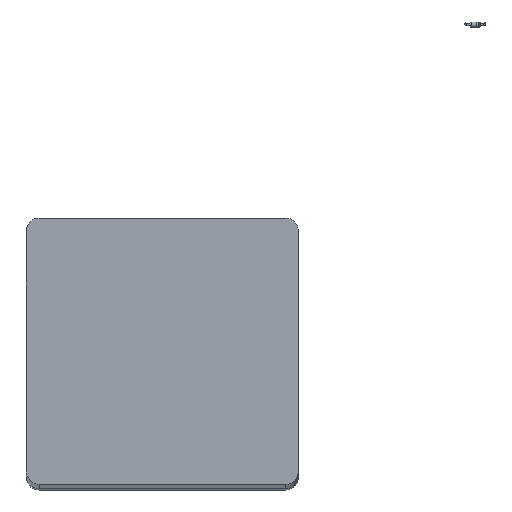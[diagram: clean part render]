
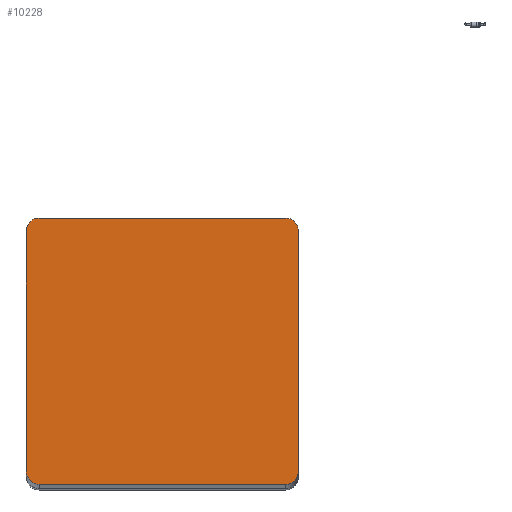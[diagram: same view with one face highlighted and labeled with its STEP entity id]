
A CAD part, top view. The second image highlights one B-rep face of the part: STEP entity #10228.
In plain terms, the highlighted planar face has unit normal (0, 0, 1).
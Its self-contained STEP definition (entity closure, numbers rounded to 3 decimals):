
#470=ELLIPSE('',#11015,5.038,5.);
#471=ELLIPSE('',#11022,5.038,5.);
#472=ELLIPSE('',#11025,5.038,5.);
#473=ELLIPSE('',#11026,5.038,5.);
#1358=FACE_OUTER_BOUND('',#2077,.T.);
#2077=EDGE_LOOP('',(#7537,#7538,#7539,#7540,#7541,#7542,#7543,#7544));
#2671=LINE('',#14404,#3567);
#2685=LINE('',#14441,#3581);
#2687=LINE('',#14447,#3583);
#2688=LINE('',#14449,#3584);
#3567=VECTOR('',#12201,10.);
#3581=VECTOR('',#12229,10.);
#3583=VECTOR('',#12235,10.);
#3584=VECTOR('',#12238,10.);
#4557=VERTEX_POINT('',#14394);
#4558=VERTEX_POINT('',#14396);
#4560=VERTEX_POINT('',#14402);
#4574=VERTEX_POINT('',#14434);
#4575=VERTEX_POINT('',#14436);
#4576=VERTEX_POINT('',#14440);
#4577=VERTEX_POINT('',#14444);
#4578=VERTEX_POINT('',#14446);
#5673=EDGE_CURVE('',#4557,#4558,#470,.T.);
#5677=EDGE_CURVE('',#4557,#4560,#2671,.T.);
#5693=EDGE_CURVE('',#4574,#4575,#471,.T.);
#5695=EDGE_CURVE('',#4576,#4575,#2685,.T.);
#5697=EDGE_CURVE('',#4577,#4560,#472,.T.);
#5698=EDGE_CURVE('',#4577,#4578,#2687,.T.);
#5699=EDGE_CURVE('',#4576,#4578,#473,.T.);
#5700=EDGE_CURVE('',#4558,#4574,#2688,.T.);
#7537=ORIENTED_EDGE('',*,*,#5673,.F.);
#7538=ORIENTED_EDGE('',*,*,#5677,.T.);
#7539=ORIENTED_EDGE('',*,*,#5697,.F.);
#7540=ORIENTED_EDGE('',*,*,#5698,.T.);
#7541=ORIENTED_EDGE('',*,*,#5699,.F.);
#7542=ORIENTED_EDGE('',*,*,#5695,.T.);
#7543=ORIENTED_EDGE('',*,*,#5693,.F.);
#7544=ORIENTED_EDGE('',*,*,#5700,.F.);
#9889=PLANE('',#11024);
#10228=ADVANCED_FACE('',(#1358),#9889,.T.);
#11015=AXIS2_PLACEMENT_3D('',#14397,#12194,#12195);
#11022=AXIS2_PLACEMENT_3D('',#14437,#12224,#12225);
#11024=AXIS2_PLACEMENT_3D('',#14443,#12231,#12232);
#11025=AXIS2_PLACEMENT_3D('',#14445,#12233,#12234);
#11026=AXIS2_PLACEMENT_3D('',#14448,#12236,#12237);
#12194=DIRECTION('center_axis',(0.,0.,-1.));
#12195=DIRECTION('ref_axis',(0.,1.,0.));
#12201=DIRECTION('',(0.,-1.,0.));
#12224=DIRECTION('center_axis',(0.,0.,-1.));
#12225=DIRECTION('ref_axis',(0.,1.,0.));
#12229=DIRECTION('',(0.,1.,0.));
#12231=DIRECTION('center_axis',(0.,0.,1.));
#12232=DIRECTION('ref_axis',(0.,-1.,0.));
#12233=DIRECTION('center_axis',(0.,0.,-1.));
#12234=DIRECTION('ref_axis',(0.,-1.,0.));
#12235=DIRECTION('',(1.,0.,0.));
#12236=DIRECTION('center_axis',(0.,0.,-1.));
#12237=DIRECTION('ref_axis',(0.,-1.,0.));
#12238=DIRECTION('',(1.,0.,0.));
#14394=CARTESIAN_POINT('',(-96.9,91.229,-0.054));
#14396=CARTESIAN_POINT('',(-91.9,96.266,-0.052));
#14397=CARTESIAN_POINT('Origin',(-91.9,91.229,-0.054));
#14402=CARTESIAN_POINT('',(-96.9,-2.878,-0.095));
#14404=CARTESIAN_POINT('',(-96.9,48.137,-0.073));
#14434=CARTESIAN_POINT('',(4.49,96.266,-0.052));
#14436=CARTESIAN_POINT('',(9.49,91.229,-0.054));
#14437=CARTESIAN_POINT('Origin',(4.49,91.229,-0.054));
#14440=CARTESIAN_POINT('',(9.49,-2.878,-0.095));
#14441=CARTESIAN_POINT('',(9.49,48.092,-0.073));
#14443=CARTESIAN_POINT('Origin',(0.,96.266,-0.052));
#14444=CARTESIAN_POINT('',(-91.9,-7.916,-0.097));
#14445=CARTESIAN_POINT('Origin',(-91.9,-2.878,-0.095));
#14446=CARTESIAN_POINT('',(4.49,-7.916,-0.097));
#14447=CARTESIAN_POINT('',(-96.9,-7.916,-0.097));
#14448=CARTESIAN_POINT('Origin',(4.49,-2.878,-0.095));
#14449=CARTESIAN_POINT('',(0.,96.266,-0.052));
